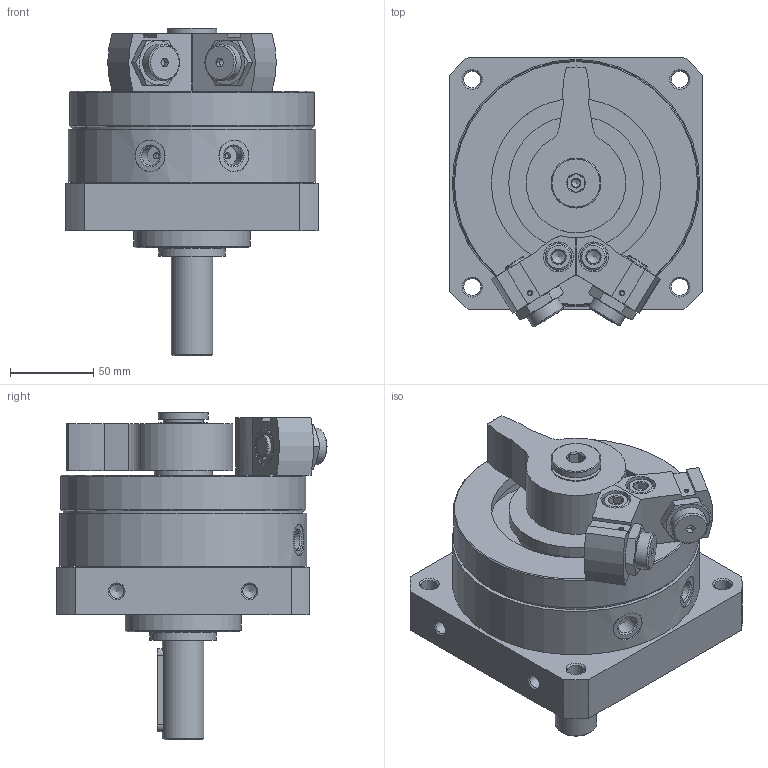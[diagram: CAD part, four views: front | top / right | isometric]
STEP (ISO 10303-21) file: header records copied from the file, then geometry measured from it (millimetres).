
FILE_DESCRIPTION(/* description */ ('STEP AP214'),/* implementation_level */ '2;1');
FILE_NAME(/* name */ '552079_DSM-63-270-P-A-B',/* time_stamp */ '2024-08-21T18:54:32+02:00',/* author */ ('License CC BY-ND 4.0'),/* organization */ ('CADENAS'),/* preprocessor_version */ 'ST-DEVELOPER v19.3',/* originating_system */ 'PARTsolutions',/* authorisation */ ' ');
FILE_SCHEMA (('AUTOMOTIVE_DESIGN {1 0 10303 214 3 1 1}'));
Length unit declared in the file: millimetre
Products named in the file (10): 552079 DSM-63-270-P-A-B--(0); 552079 DSM-63-270-P-A-B_G---(B); 737476 DSM-63-BR---(HZ); 714516 DSM-63-P-B; 668356 DFM-50/63-B; 714510 DSM-63_NS; DIN-912 - M10x40(F); 337143 VAL-1/8-10 M22X1.5-6-27; 737477 DSM-63-BL---(HZ); 552079 DSM-63-270-P-A-B_K---(B)
Assembly tree (14 placements, depth 2):
  552079 DSM-63-270-P-A-B--(0)
    552079 DSM-63-270-P-A-B_G---(B)
    737476 DSM-63-BR---(HZ)
    714516 DSM-63-P-B  x2
    668356 DFM-50/63-B  x2
    714510 DSM-63_NS  x2
    DIN-912 - M10x40(F)  x2
    337143 VAL-1/8-10 M22X1.5-6-27  x2
    737477 DSM-63-BL---(HZ)
    552079 DSM-63-270-P-A-B_K---(B)
Bounding box: 152 x 162.65 x 197.4 mm (x, y, z)
Volume: 1600699.3 mm3; surface area: 237787.2 mm2
Topology: 14 solids, 14 shells, 370 faces, 833 edges, 521 vertices
Faces by surface type: plane 159, cylinder 111, cone 92, torus 8
Full cylindrical faces by diameter (mm): 2.459 x2, 3.6 x2, 4.917 x1, 8.376 x9, 10 x2, 10.106 x4, 10.5 x1, 11 x2, 11.445 x2, 15.6 x2, 16 x2, 18 x2, 19 x2, 20.376 x4, 22 x2, 24 x1, 25 x1, 30 x2, 30.1 x1, 35 x2, 40 x1, 69 x1, 70 x1, 81 x1, 102 x1, 116 x1, 129 x1, 144.6 x1, 147.6 x1, 149 x1
Entity records: 7971 total; most frequent: CARTESIAN_POINT 1483, DIRECTION 1367, ORIENTED_EDGE 1060, AXIS2_PLACEMENT_3D 569, EDGE_CURVE 530, FACE_BOUND 467, EDGE_LOOP 457, VERTEX_POINT 407
